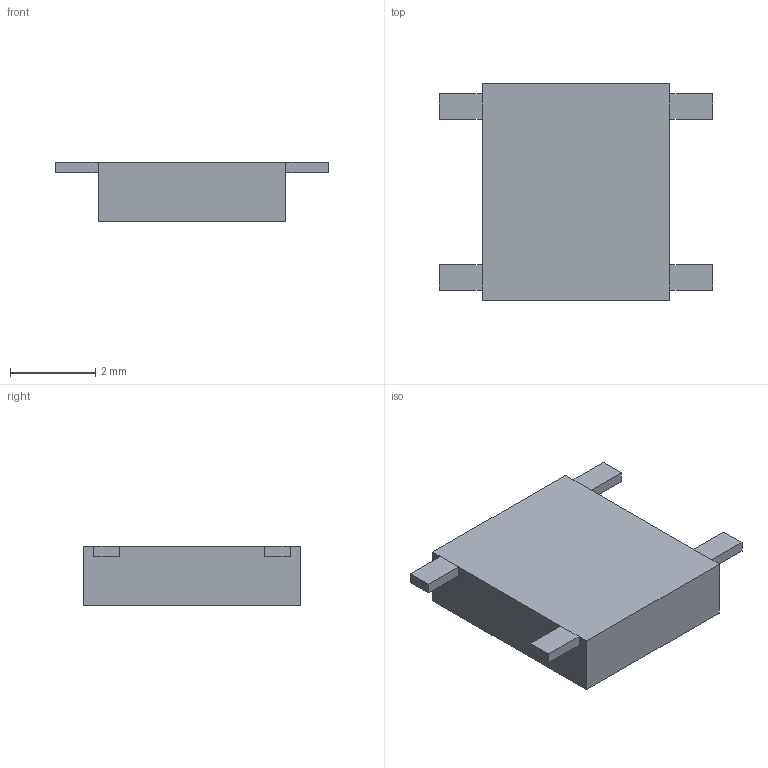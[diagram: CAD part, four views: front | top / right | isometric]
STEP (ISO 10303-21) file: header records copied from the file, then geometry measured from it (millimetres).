
FILE_DESCRIPTION(('FreeCAD Model'),'2;1');
FILE_NAME('SOPA-4.step', '2020-02-04T16:58:46',('kicad StepUp'),('ksu MCAD'), 'Open CASCADE STEP processor 7.3','FreeCAD','Unknown');
FILE_SCHEMA(('AUTOMOTIVE_DESIGN { 1 0 10303 214 1 1 1 1 }'));
Length unit declared in the file: millimetre
Products named in the file (1): SOPA-4
Bounding box: 6.4 x 5.1 x 1.4 mm (x, y, z)
Volume: 32 mm3; surface area: 78.3 mm2
Topology: 1 solids, 1 shells, 47 faces, 121 edges, 78 vertices
Faces by surface type: plane 45, cylinder 2
Entity records: 1737 total; most frequent: CARTESIAN_POINT 247, ORIENTED_EDGE 242, DIRECTION 221, EDGE_CURVE 121, LINE 117, VECTOR 117, VERTEX_POINT 78, AXIS2_PLACEMENT_3D 52
